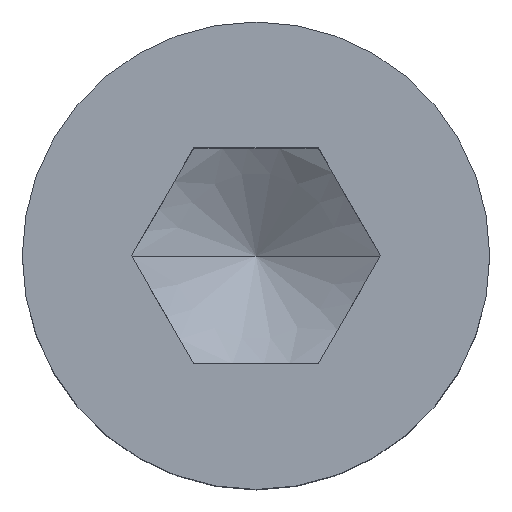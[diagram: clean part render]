
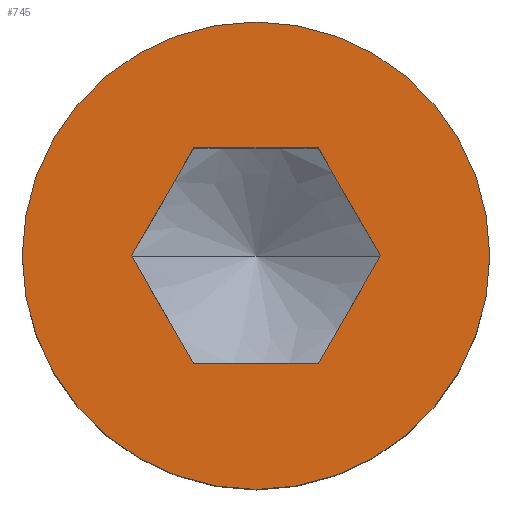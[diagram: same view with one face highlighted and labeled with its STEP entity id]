
A CAD part, top view. The second image highlights one B-rep face of the part: STEP entity #745.
In plain terms, the highlighted planar face has unit normal (0, 0, 1).
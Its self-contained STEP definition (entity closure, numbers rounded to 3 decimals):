
#745=ADVANCED_FACE('',(#2061,#2062),#2063,.T.);
#847=VERTEX_POINT('',#2173);
#909=VERTEX_POINT('',#2241);
#979=VERTEX_POINT('',#2317);
#1071=EDGE_CURVE('',#1189,#1535,#2422,.T.);
#1181=EDGE_CURVE('',#1221,#1189,#2547,.T.);
#1189=VERTEX_POINT('',#2556);
#1209=VERTEX_POINT('',#2582);
#1221=VERTEX_POINT('',#2596);
#1231=EDGE_CURVE('',#979,#1251,#2607,.T.);
#1251=VERTEX_POINT('',#2628);
#1265=EDGE_CURVE('',#1209,#909,#2643,.T.);
#1535=VERTEX_POINT('',#2943);
#1547=EDGE_CURVE('',#909,#847,#2955,.T.);
#1747=EDGE_CURVE('',#847,#1221,#3182,.T.);
#1769=EDGE_CURVE('',#1535,#1209,#3208,.T.);
#1933=EDGE_CURVE('',#1251,#979,#3388,.T.);
#2061=FACE_BOUND('',#3540,.T.);
#2062=FACE_OUTER_BOUND('',#3541,.T.);
#2063=PLANE('',#3542);
#2173=CARTESIAN_POINT('',(1.732,-3.0,8.));
#2241=CARTESIAN_POINT('',(3.464,0.0,8.));
#2317=CARTESIAN_POINT('',(6.5,0.,8.));
#2422=LINE('',#4081,#4082);
#2547=LINE('',#4263,#4264);
#2556=CARTESIAN_POINT('',(-3.464,0.0,8.));
#2582=CARTESIAN_POINT('',(1.732,3.0,8.));
#2596=CARTESIAN_POINT('',(-1.732,-3.0,8.));
#2607=CIRCLE('',#4339,6.5);
#2628=CARTESIAN_POINT('',(-6.5,0.,8.));
#2643=LINE('',#4383,#4384);
#2943=CARTESIAN_POINT('',(-1.732,3.0,8.));
#2955=LINE('',#4821,#4822);
#3182=LINE('',#5144,#5145);
#3208=LINE('',#5180,#5181);
#3388=CIRCLE('',#5448,6.5);
#3540=EDGE_LOOP('',(#5588,#5589,#5590,#5591,#5592,#5593));
#3541=EDGE_LOOP('',(#5594,#5595));
#3542=AXIS2_PLACEMENT_3D('',#5596,#5597,#5598);
#4081=CARTESIAN_POINT('',(-2.165,2.25,8.));
#4082=VECTOR('',#5977,1.0);
#4263=CARTESIAN_POINT('',(-3.031,-0.75,8.));
#4264=VECTOR('',#6132,1.0);
#4339=AXIS2_PLACEMENT_3D('',#6237,#6238,#6239);
#4383=CARTESIAN_POINT('',(3.031,0.75,8.));
#4384=VECTOR('',#6260,1.0);
#4821=CARTESIAN_POINT('',(2.165,-2.25,8.));
#4822=VECTOR('',#6607,1.0);
#5144=CARTESIAN_POINT('',(-0.866,-3.0,8.));
#5145=VECTOR('',#6896,1.0);
#5180=CARTESIAN_POINT('',(0.866,3.0,8.));
#5181=VECTOR('',#6933,1.0);
#5448=AXIS2_PLACEMENT_3D('',#7126,#7127,#7128);
#5588=ORIENTED_EDGE('',*,*,#1181,.T.);
#5589=ORIENTED_EDGE('',*,*,#1071,.T.);
#5590=ORIENTED_EDGE('',*,*,#1769,.T.);
#5591=ORIENTED_EDGE('',*,*,#1265,.T.);
#5592=ORIENTED_EDGE('',*,*,#1547,.T.);
#5593=ORIENTED_EDGE('',*,*,#1747,.T.);
#5594=ORIENTED_EDGE('',*,*,#1933,.T.);
#5595=ORIENTED_EDGE('',*,*,#1231,.T.);
#5596=CARTESIAN_POINT('',(-4.983,0.,8.));
#5597=DIRECTION('',(0.0,0.0,1.0));
#5598=DIRECTION('',(-1.0,0.,0.0));
#5977=DIRECTION('',(0.5,0.866,0.0));
#6132=DIRECTION('',(-0.5,0.866,0.0));
#6237=CARTESIAN_POINT('',(0.,0.,8.));
#6238=DIRECTION('',(0.0,0.0,1.0));
#6239=DIRECTION('',(-1.0,0.,0.0));
#6260=DIRECTION('',(0.5,-0.866,0.0));
#6607=DIRECTION('',(-0.5,-0.866,0.0));
#6896=DIRECTION('',(-1.0,0.0,0.0));
#6933=DIRECTION('',(1.0,0.0,0.0));
#7126=CARTESIAN_POINT('',(0.,0.,8.));
#7127=DIRECTION('',(0.0,0.0,1.0));
#7128=DIRECTION('',(-1.0,0.,0.0));
